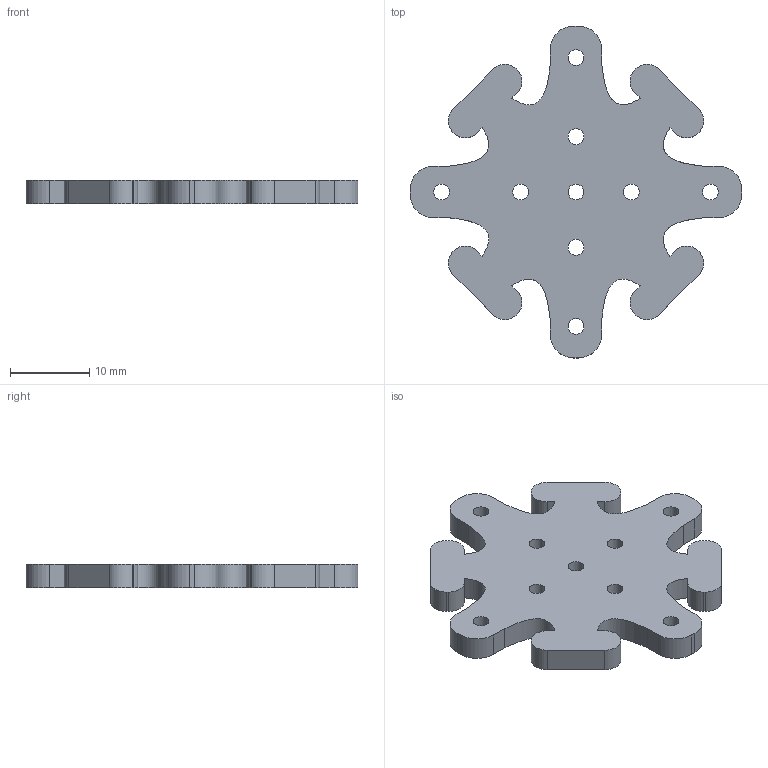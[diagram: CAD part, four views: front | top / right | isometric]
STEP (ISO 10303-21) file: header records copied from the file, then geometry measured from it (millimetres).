
FILE_DESCRIPTION(/* description */ (''),/* implementation_level */ '2;1');
FILE_NAME(/* name */ 'TP4 V1 v23 bottom.step',/* time_stamp */ '2024-06-03T22:10:26-07:00',/* author */ (''),/* organization */ (''),/* preprocessor_version */ 'ST-DEVELOPER v20',/* originating_system */ 'Autodesk Translation Framework v13.14.0.145',/* authorisation */ '');
FILE_SCHEMA (('AUTOMOTIVE_DESIGN { 1 0 10303 214 3 1 1 }'));
Length unit declared in the file: millimetre
Products named in the file (1): TP4 V1
Bounding box: 42 x 42 x 3 mm (x, y, z)
Volume: 2699.7 mm3; surface area: 2603.8 mm2
Topology: 1 solids, 1 shells, 84 faces, 238 edges, 156 vertices
Faces by surface type: plane 34, cylinder 33, cone 9, bspline 8
Full cylindrical faces by diameter (mm): 2 x9
Entity records: 2884 total; most frequent: CARTESIAN_POINT 629, ORIENTED_EDGE 476, DIRECTION 442, EDGE_CURVE 238, VERTEX_POINT 156, AXIS2_PLACEMENT_3D 153, LINE 136, VECTOR 136
